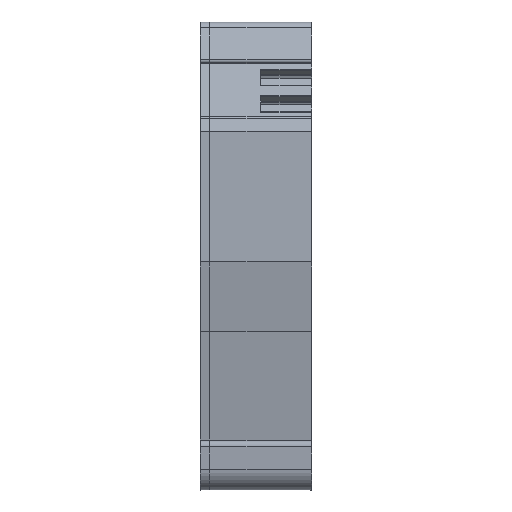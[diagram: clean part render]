
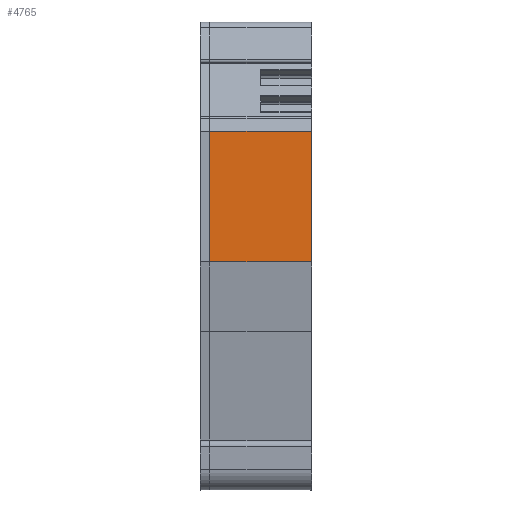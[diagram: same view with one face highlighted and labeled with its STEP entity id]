
A CAD part, front view. The second image highlights one B-rep face of the part: STEP entity #4765.
In plain terms, the highlighted planar face has unit normal (0, -1, 0).
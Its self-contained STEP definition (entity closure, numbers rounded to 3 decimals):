
#4745=AXIS2_PLACEMENT_3D('Plane Axis2P3D',#4742,#4743,#4744) ;
#1315=CARTESIAN_POINT('Vertex',(12.,0.,38.71)) ;
#1318=CARTESIAN_POINT('Line Origine',(12.,0.,31.657)) ;
#1322=CARTESIAN_POINT('Vertex',(12.,0.,24.605)) ;
#4727=CARTESIAN_POINT('Vertex',(1.,0.,38.71)) ;
#4730=CARTESIAN_POINT('Line Origine',(6.5,0.,38.71)) ;
#4742=CARTESIAN_POINT('Axis2P3D Location',(0.,0.,24.605)) ;
#4747=CARTESIAN_POINT('Line Origine',(1.,0.,31.657)) ;
#4751=CARTESIAN_POINT('Vertex',(1.,0.,24.605)) ;
#4754=CARTESIAN_POINT('Line Origine',(6.5,0.,24.605)) ;
#1319=DIRECTION('Vector Direction',(0.,0.,1.)) ;
#4731=DIRECTION('Vector Direction',(1.,0.,0.)) ;
#4743=DIRECTION('Axis2P3D Direction',(0.,1.,0.)) ;
#4744=DIRECTION('Axis2P3D XDirection',(0.,0.,1.)) ;
#4748=DIRECTION('Vector Direction',(0.,0.,1.)) ;
#4755=DIRECTION('Vector Direction',(1.,0.,0.)) ;
#1320=VECTOR('Line Direction',#1319,1.) ;
#4732=VECTOR('Line Direction',#4731,1.) ;
#4749=VECTOR('Line Direction',#4748,1.) ;
#4756=VECTOR('Line Direction',#4755,1.) ;
#4760=ORIENTED_EDGE('',*,*,#4753,.F.) ;
#4761=ORIENTED_EDGE('',*,*,#4758,.T.) ;
#4762=ORIENTED_EDGE('',*,*,#1324,.F.) ;
#4763=ORIENTED_EDGE('',*,*,#4734,.F.) ;
#4765=ADVANCED_FACE('KLTR_ZPE16-2-1AN.1\\Ergebnis von  GEAENDERT',(#4764),#4746,.F.) ;
#1324=EDGE_CURVE('',#1316,#1323,#1321,.F.) ;
#4734=EDGE_CURVE('',#4728,#1316,#4733,.T.) ;
#4753=EDGE_CURVE('',#4752,#4728,#4750,.T.) ;
#4758=EDGE_CURVE('',#4752,#1323,#4757,.T.) ;
#4759=EDGE_LOOP('',(#4760,#4761,#4762,#4763)) ;
#4764=FACE_OUTER_BOUND('',#4759,.T.) ;
#1321=LINE('Line',#1318,#1320) ;
#4733=LINE('Line',#4730,#4732) ;
#4750=LINE('Line',#4747,#4749) ;
#4757=LINE('Line',#4754,#4756) ;
#4746=PLANE('',#4745) ;
#1316=VERTEX_POINT('',#1315) ;
#1323=VERTEX_POINT('',#1322) ;
#4728=VERTEX_POINT('',#4727) ;
#4752=VERTEX_POINT('',#4751) ;
